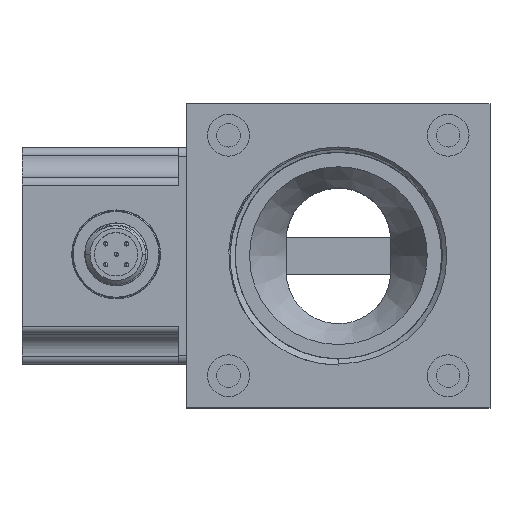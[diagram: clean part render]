
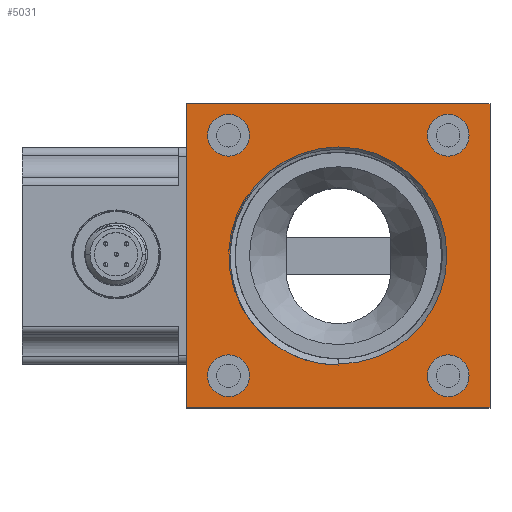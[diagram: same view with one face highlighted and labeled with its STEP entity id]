
A CAD part, top view. The second image highlights one B-rep face of the part: STEP entity #5031.
In plain terms, the highlighted planar face has unit normal (0, 0, 1).
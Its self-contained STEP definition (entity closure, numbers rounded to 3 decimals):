
#322=B_SPLINE_CURVE_WITH_KNOTS('',3,(#27084,#27085,#27086,#27087),
 .UNSPECIFIED.,.F.,.F.,(4,4),(0.,1.),.UNSPECIFIED.);
#836=PLANE('',#16910);
#2794=LINE('',#27063,#4185);
#2795=LINE('',#27066,#4186);
#2796=LINE('',#27068,#4187);
#2797=LINE('',#27070,#4188);
#2798=LINE('',#27079,#4189);
#4185=VECTOR('',#20573,1.);
#4186=VECTOR('',#20574,1.);
#4187=VECTOR('',#20575,1.);
#4188=VECTOR('',#20576,1.);
#4189=VECTOR('',#20585,1.);
#5031=ADVANCED_FACE('',(#5888,#5889,#5890,#5891,#5892,#5893),#836,.F.);
#5888=FACE_BOUND('',#6856,.T.);
#5889=FACE_BOUND('',#6857,.T.);
#5890=FACE_BOUND('',#6858,.T.);
#5891=FACE_BOUND('',#6859,.T.);
#5892=FACE_BOUND('',#6860,.T.);
#5893=FACE_BOUND('',#6861,.T.);
#6856=EDGE_LOOP('',(#10418,#10419,#10420,#10421));
#6857=EDGE_LOOP('',(#10422));
#6858=EDGE_LOOP('',(#10423));
#6859=EDGE_LOOP('',(#10424));
#6860=EDGE_LOOP('',(#10425));
#6861=EDGE_LOOP('',(#10426,#10427,#10428,#10429));
#10418=ORIENTED_EDGE('',*,*,#14731,.F.);
#10419=ORIENTED_EDGE('',*,*,#14732,.F.);
#10420=ORIENTED_EDGE('',*,*,#14733,.F.);
#10421=ORIENTED_EDGE('',*,*,#14734,.F.);
#10422=ORIENTED_EDGE('',*,*,#14735,.F.);
#10423=ORIENTED_EDGE('',*,*,#14736,.F.);
#10424=ORIENTED_EDGE('',*,*,#14737,.F.);
#10425=ORIENTED_EDGE('',*,*,#14738,.F.);
#10426=ORIENTED_EDGE('',*,*,#14739,.F.);
#10427=ORIENTED_EDGE('',*,*,#14740,.T.);
#10428=ORIENTED_EDGE('',*,*,#14741,.T.);
#10429=ORIENTED_EDGE('',*,*,#14742,.T.);
#12715=VERTEX_POINT('',#27064);
#12716=VERTEX_POINT('',#27065);
#12717=VERTEX_POINT('',#27067);
#12718=VERTEX_POINT('',#27069);
#12719=VERTEX_POINT('',#27072);
#12720=VERTEX_POINT('',#27074);
#12721=VERTEX_POINT('',#27076);
#12722=VERTEX_POINT('',#27078);
#12723=VERTEX_POINT('',#27080);
#12724=VERTEX_POINT('',#27081);
#12725=VERTEX_POINT('',#27083);
#12726=VERTEX_POINT('',#27088);
#14731=EDGE_CURVE('',#12715,#12716,#2794,.T.);
#14732=EDGE_CURVE('',#12717,#12715,#2795,.T.);
#14733=EDGE_CURVE('',#12718,#12717,#2796,.T.);
#14734=EDGE_CURVE('',#12716,#12718,#2797,.T.);
#14735=EDGE_CURVE('',#12719,#12719,#15648,.T.);
#14736=EDGE_CURVE('',#12720,#12720,#15649,.T.);
#14737=EDGE_CURVE('',#12721,#12721,#15650,.T.);
#14738=EDGE_CURVE('',#12722,#12722,#15651,.T.);
#14739=EDGE_CURVE('',#12723,#12724,#2798,.T.);
#14740=EDGE_CURVE('',#12723,#12725,#15652,.T.);
#14741=EDGE_CURVE('',#12725,#12726,#322,.T.);
#14742=EDGE_CURVE('',#12726,#12724,#15653,.T.);
#15648=CIRCLE('',#16904,4.);
#15649=CIRCLE('',#16905,4.);
#15650=CIRCLE('',#16906,4.);
#15651=CIRCLE('',#16907,4.);
#15652=CIRCLE('',#16908,20.955);
#15653=CIRCLE('',#16909,20.75);
#16904=AXIS2_PLACEMENT_3D('',#27071,#20577,#20578);
#16905=AXIS2_PLACEMENT_3D('',#27073,#20579,#20580);
#16906=AXIS2_PLACEMENT_3D('',#27075,#20581,#20582);
#16907=AXIS2_PLACEMENT_3D('',#27077,#20583,#20584);
#16908=AXIS2_PLACEMENT_3D('',#27082,#20586,#20587);
#16909=AXIS2_PLACEMENT_3D('',#27089,#20588,#20589);
#16910=AXIS2_PLACEMENT_3D('',#27090,#20590,#20591);
#20573=DIRECTION('',(-1.,0.,0.));
#20574=DIRECTION('',(0.,-1.,0.));
#20575=DIRECTION('',(1.,0.,0.));
#20576=DIRECTION('',(0.,1.,0.));
#20577=DIRECTION('',(0.,0.,1.));
#20578=DIRECTION('',(-1.,0.,0.));
#20579=DIRECTION('',(0.,0.,1.));
#20580=DIRECTION('',(-1.,0.,0.));
#20581=DIRECTION('',(0.,0.,1.));
#20582=DIRECTION('',(-1.,0.,0.));
#20583=DIRECTION('',(0.,0.,1.));
#20584=DIRECTION('',(-1.,0.,0.));
#20585=DIRECTION('',(0.,1.,0.));
#20586=DIRECTION('',(0.,0.,-1.));
#20587=DIRECTION('',(-1.,0.,0.));
#20588=DIRECTION('',(0.,0.,-1.));
#20589=DIRECTION('',(-1.,0.,0.));
#20590=DIRECTION('',(0.,0.,-1.));
#20591=DIRECTION('',(1.,0.,0.));
#27063=CARTESIAN_POINT('',(29.5,-1.5,14.));
#27064=CARTESIAN_POINT('',(58.5,-1.5,14.));
#27065=CARTESIAN_POINT('',(0.5,-1.5,14.));
#27066=CARTESIAN_POINT('',(58.5,27.5,14.));
#27067=CARTESIAN_POINT('',(58.5,56.5,14.));
#27068=CARTESIAN_POINT('',(29.5,56.5,14.));
#27069=CARTESIAN_POINT('',(0.5,56.5,14.));
#27070=CARTESIAN_POINT('',(0.5,27.5,14.));
#27071=CARTESIAN_POINT('',(50.5,4.5,14.));
#27072=CARTESIAN_POINT('',(46.5,4.5,14.));
#27073=CARTESIAN_POINT('',(8.5,4.5,14.));
#27074=CARTESIAN_POINT('',(4.5,4.5,14.));
#27075=CARTESIAN_POINT('',(8.5,50.5,14.));
#27076=CARTESIAN_POINT('',(4.5,50.5,14.));
#27077=CARTESIAN_POINT('',(50.5,50.5,14.));
#27078=CARTESIAN_POINT('',(46.5,50.5,14.));
#27079=CARTESIAN_POINT('',(29.5,27.5,14.));
#27080=CARTESIAN_POINT('',(29.5,6.545,14.));
#27081=CARTESIAN_POINT('',(29.5,6.75,14.));
#27082=CARTESIAN_POINT('',(29.5,27.5,14.));
#27083=CARTESIAN_POINT('',(12.701,14.974,14.));
#27084=CARTESIAN_POINT('',(12.701,14.974,14.));
#27085=CARTESIAN_POINT('',(11.547,16.636,14.));
#27086=CARTESIAN_POINT('',(10.64,18.455,14.));
#27087=CARTESIAN_POINT('',(10.01,20.379,14.));
#27088=CARTESIAN_POINT('',(10.01,20.379,14.));
#27089=CARTESIAN_POINT('',(29.5,27.5,14.));
#27090=CARTESIAN_POINT('',(29.5,27.5,14.));
